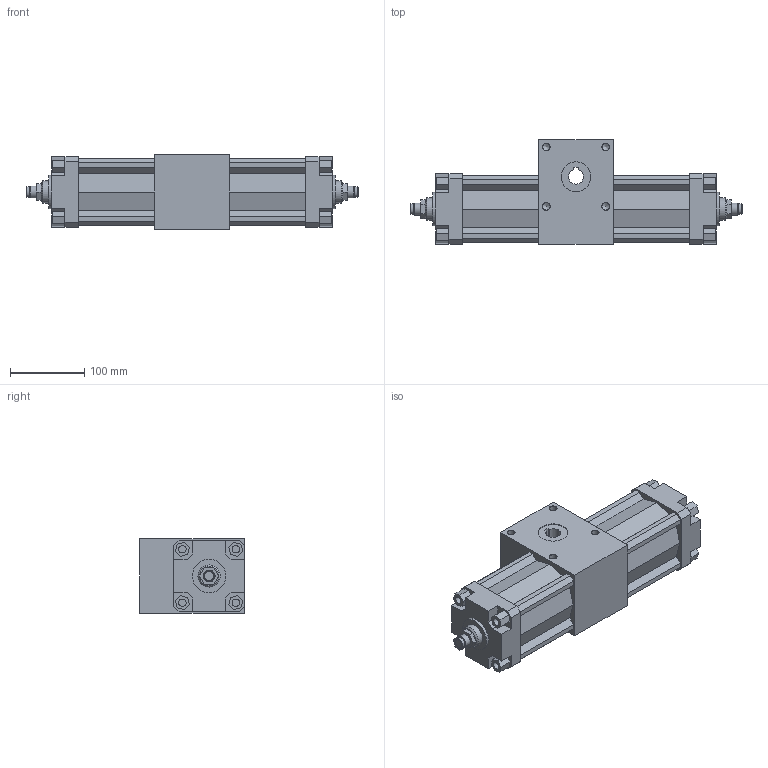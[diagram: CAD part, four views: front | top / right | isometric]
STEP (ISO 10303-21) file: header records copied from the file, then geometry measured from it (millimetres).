
FILE_DESCRIPTION(/* description */ (''),/* implementation_level */ '2;1');
FILE_NAME(/* name */ '1330_80_90_01R.stp',/* time_stamp */ '2015-12-04T08:38:20+01:00',/* author */ ('locatst1'),/* organization */ ('Pneumax S.p.A.'),/* preprocessor_version */ 'ST-DEVELOPER v15.2',/* originating_system */ 'Autodesk Inventor 2014',/* authorisation */ '');
FILE_SCHEMA (('AUTOMOTIVE_DESIGN { 1 0 10303 214 3 1 1 }'));
Length unit declared in the file: millimetre
Products named in the file (1): 1330_80_90_01R
Bounding box: 447 x 141 x 100 mm (x, y, z)
Volume: 3423993.6 mm3; surface area: 219676.9 mm2
Topology: 1 solids, 1 shells, 270 faces, 681 edges, 444 vertices
Faces by surface type: plane 204, cylinder 34, cone 32
Full cylindrical faces by diameter (mm): 10 x20, 14 x2, 16 x2, 17 x2, 23 x2, 30 x2, 40 x1, 45 x2
Entity records: 7671 total; most frequent: CARTESIAN_POINT 1295, DIRECTION 1224, ORIENTED_EDGE 1196, EDGE_CURVE 598, LINE 514, VECTOR 514, VERTEX_POINT 426, EDGE_LOOP 368
